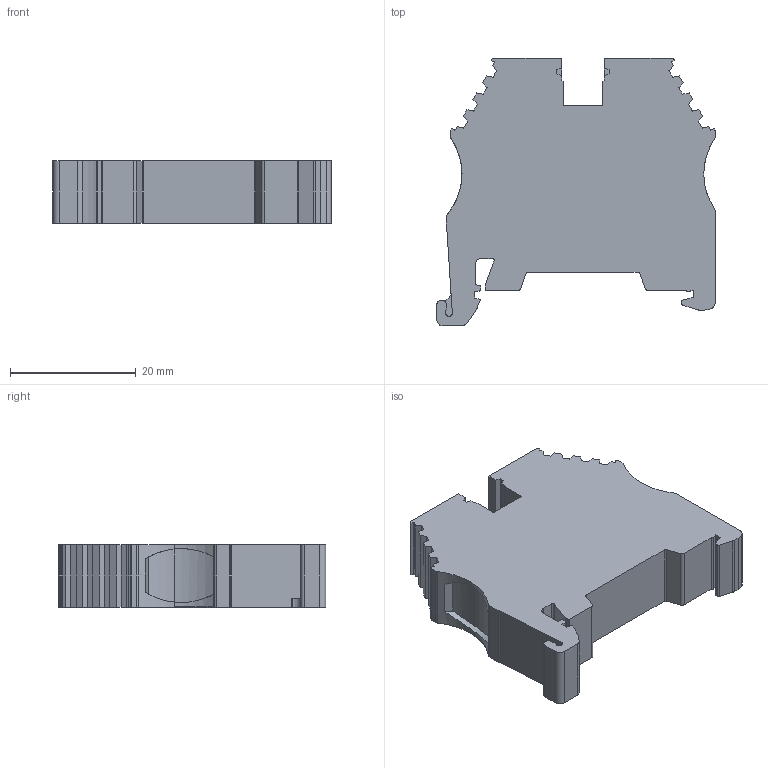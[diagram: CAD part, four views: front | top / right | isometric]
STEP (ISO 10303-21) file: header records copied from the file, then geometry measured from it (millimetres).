
FILE_DESCRIPTION (( 'STEP AP214' ), '1' );
FILE_NAME ('AVK 10.STP', '2013-02-06T18:00:05', ( 'gurcan' ), ( 'Microsoft' ), 'SwSTEP 2.0', 'SolidWorks 2012', '' );
FILE_SCHEMA (( 'AUTOMOTIVE_DESIGN' ));
Length unit declared in the file: millimetre
Products named in the file (1): AVK 10
Bounding box: 44.2 x 42.5 x 10 mm (x, y, z)
Volume: 13252.5 mm3; surface area: 5034.8 mm2
Topology: 1 solids, 1 shells, 188 faces, 552 edges, 368 vertices
Faces by surface type: plane 119, cylinder 69
Entity records: 8351 total; most frequent: CARTESIAN_POINT 1319, ORIENTED_EDGE 1104, DIRECTION 1014, EDGE_CURVE 552, VECTOR 404, LINE 404, VERTEX_POINT 368, AXIS2_PLACEMENT_3D 305
